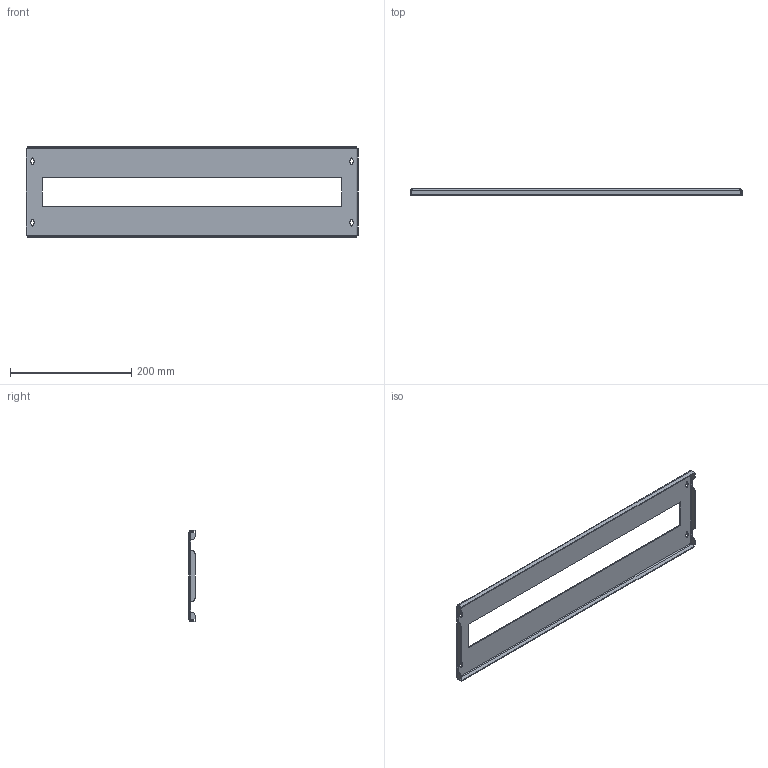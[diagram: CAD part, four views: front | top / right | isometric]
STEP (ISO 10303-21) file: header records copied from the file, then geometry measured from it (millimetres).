
FILE_DESCRIPTION (( 'STEP AP214' ), '1' );
FILE_NAME ('943.715.W.STEP', '2024-10-04T03:52:05', ( '' ), ( '' ), 'SwSTEP 2.0', 'SolidWorks 2021', '' );
FILE_SCHEMA (( 'AUTOMOTIVE_DESIGN' ));
Length unit declared in the file: millimetre
Products named in the file (1): 943.715.W
Bounding box: 547 x 10 x 150 mm (x, y, z)
Volume: 102192.4 mm3; surface area: 140296.2 mm2
Topology: 1 solids, 1 shells, 122 faces, 312 edges, 192 vertices
Faces by surface type: plane 74, cylinder 40, bspline 8
Entity records: 4022 total; most frequent: CARTESIAN_POINT 1051, ORIENTED_EDGE 624, DIRECTION 590, EDGE_CURVE 312, LINE 200, VECTOR 200, AXIS2_PLACEMENT_3D 195, VERTEX_POINT 192
